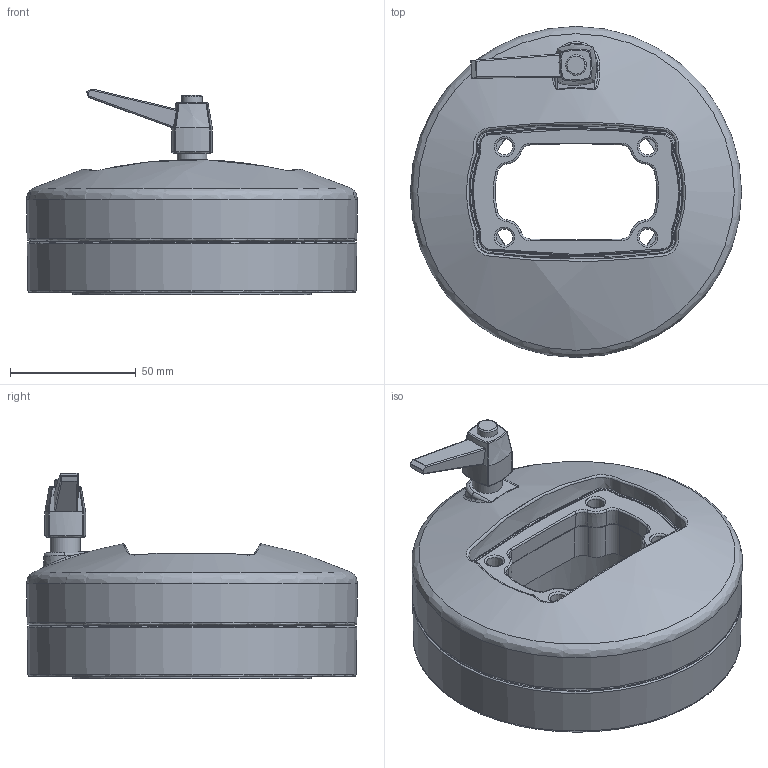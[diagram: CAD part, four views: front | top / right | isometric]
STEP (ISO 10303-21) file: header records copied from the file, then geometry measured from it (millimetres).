
FILE_DESCRIPTION (( 'STEP AP214' ), '1' );
FILE_NAME ('TK060.320.STEP', '2024-07-24T13:02:58', ( '' ), ( '' ), 'SwSTEP 2.0', 'SolidWorks 2023', '' );
FILE_SCHEMA (( 'AUTOMOTIVE_DESIGN' ));
Length unit declared in the file: inch
Products named in the file (1): TK060.320
Bounding box: 131.92 x 131.92 x 82.06 mm (x, y, z)
Volume: 470391.1 mm3; surface area: 84430.5 mm2
Topology: 2 solids, 69 shells, 1064 faces, 2436 edges, 1479 vertices
Faces by surface type: bspline 453, cone 231, plane 195, cylinder 185
Full cylindrical faces by diameter (mm): 5 x4, 6 x57, 8.2 x1, 8.253 x4, 8.7 x2, 10 x4, 11.933 x1, 70.749 x1, 94.813 x2
Entity records: 54734 total; most frequent: CARTESIAN_POINT 36552, ORIENTED_EDGE 3698, DIRECTION 3170, EDGE_CURVE 1849, AXIS2_PLACEMENT_3D 1464, EDGE_LOOP 1422, VERTEX_POINT 1235, FACE_OUTER_BOUND 1192
